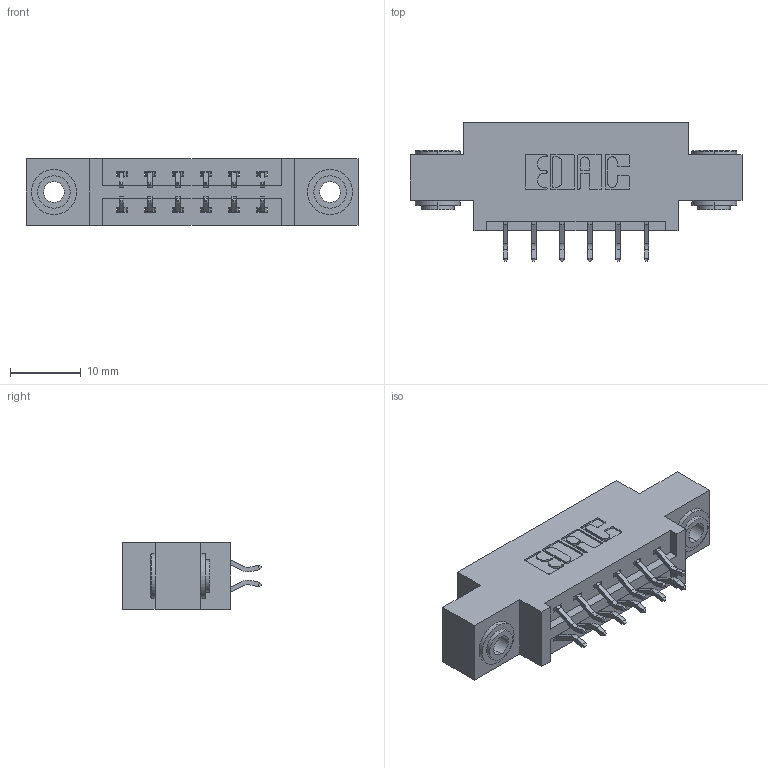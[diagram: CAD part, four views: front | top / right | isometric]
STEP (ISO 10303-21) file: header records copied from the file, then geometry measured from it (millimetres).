
FILE_DESCRIPTION (( 'STEP AP203' ), '1' );
FILE_NAME ('337-012-556-803.STEP', '2019-10-10T16:18:01', ( '' ), ( '' ), 'SwSTEP 2.0', 'SolidWorks 2016', '' );
FILE_SCHEMA (( 'CONFIG_CONTROL_DESIGN' ));
Length unit declared in the file: inch
Products named in the file (4): 337 Part_0.170 Offset - 0.156 Dia-TH; 337-012-556-803; 345-250-002_345-250-002-102; 345-292-001_556 Tail
Assembly tree (15 placements, depth 2):
  337-012-556-803
    337 Part_0.170 Offset - 0.156 Dia-TH
    345-292-001_556 Tail  x12
    345-250-002_345-250-002-102  x2
Bounding box: 46.79 x 19.57 x 9.4 mm (x, y, z)
Volume: 4353 mm3; surface area: 4890.9 mm2
Topology: 15 solids, 15 shells, 876 faces, 2547 edges, 1678 vertices
Faces by surface type: plane 588, cylinder 280, cone 8
Entity records: 10310 total; most frequent: CARTESIAN_POINT 1757, ORIENTED_EDGE 1674, DIRECTION 1583, EDGE_CURVE 837, VECTOR 677, LINE 677, VERTEX_POINT 554, AXIS2_PLACEMENT_3D 453
